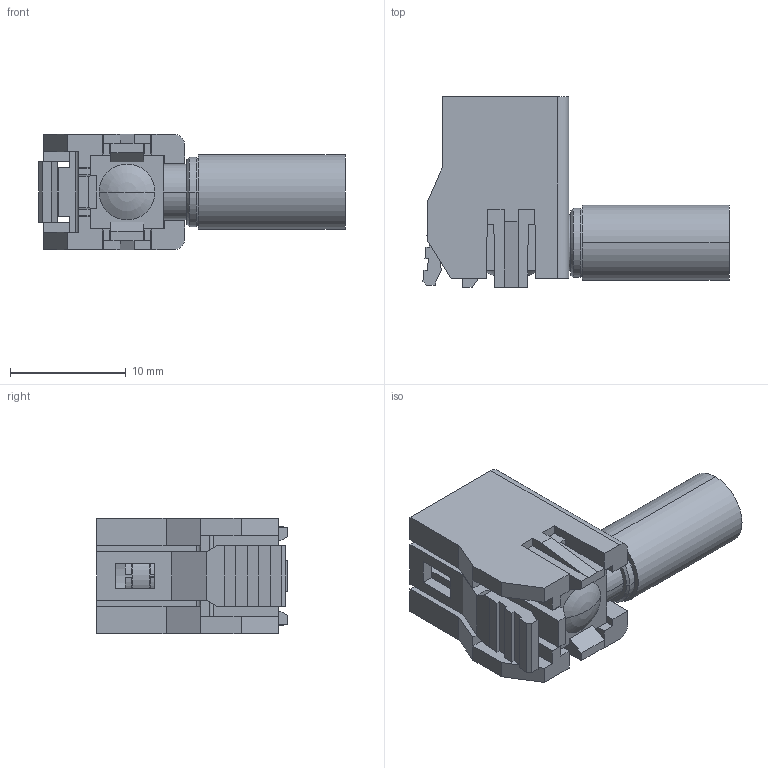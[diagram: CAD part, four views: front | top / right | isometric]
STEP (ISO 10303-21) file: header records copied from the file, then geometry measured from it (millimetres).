
FILE_DESCRIPTION((''),'2;1');
FILE_NAME('FA1-NZRJ-C04-0','2020-08-14T10:48:13',('Viji'),(''),'CREO PARAMETRIC BY PTC INC, 2019444','CREO PARAMETRIC BY PTC INC, 2019444','');
FILE_SCHEMA(('CONFIG_CONTROL_DESIGN'));
Length unit declared in the file: millimetre
Products named in the file (1): FA1-NZRJ-C04-0
Bounding box: 26.51 x 16.5 x 10 mm (x, y, z)
Volume: 1470.1 mm3; surface area: 2436.7 mm2
Topology: 1 solids, 1 shells, 324 faces, 969 edges, 630 vertices
Faces by surface type: plane 216, cylinder 78, cone 28, sphere 2
Entity records: 10991 total; most frequent: CARTESIAN_POINT 2070, ORIENTED_EDGE 1930, DIRECTION 1803, EDGE_CURVE 965, VECTOR 709, LINE 709, VERTEX_POINT 630, AXIS2_PLACEMENT_3D 547
